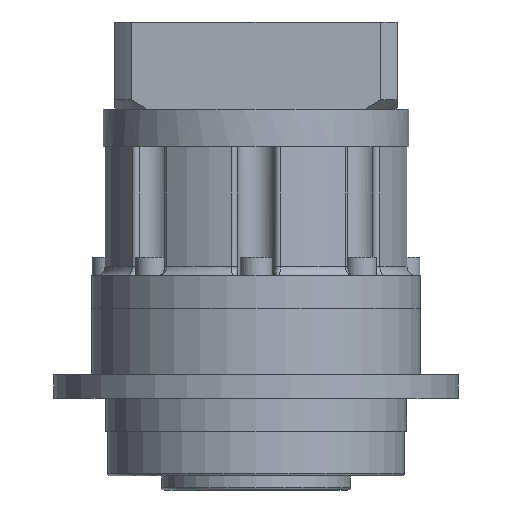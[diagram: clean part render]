
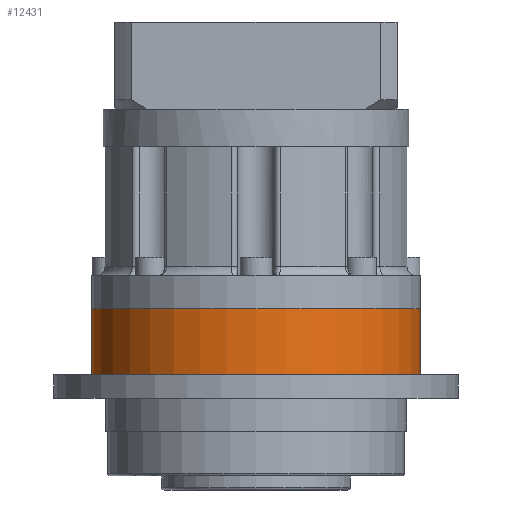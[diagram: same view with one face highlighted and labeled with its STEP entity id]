
A CAD part, front view. The second image highlights one B-rep face of the part: STEP entity #12431.
In plain terms, the highlighted cylindrical face has radius 35 mm (diameter 70 mm), a partial arc.
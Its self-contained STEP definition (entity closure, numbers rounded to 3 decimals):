
#77 = CARTESIAN_POINT ( 'NONE',  ( -35., 0., -56.5 ) ) ;
#281 = VERTEX_POINT ( 'NONE', #5741 ) ;
#819 = FACE_OUTER_BOUND ( 'NONE', #1969, .T. ) ;
#990 = CARTESIAN_POINT ( 'NONE',  ( 0., 0., -56.5 ) ) ;
#1149 = ORIENTED_EDGE ( 'NONE', *, *, #4871, .F. ) ;
#1969 = EDGE_LOOP ( 'NONE', ( #12452, #1149, #3701, #7082 ) ) ;
#2297 = CYLINDRICAL_SURFACE ( 'NONE', #6235, 35. ) ;
#2660 = DIRECTION ( 'NONE',  ( 0., 0., 1. ) ) ;
#2918 = AXIS2_PLACEMENT_3D ( 'NONE', #3428, #8905, #8980 ) ;
#3282 = VERTEX_POINT ( 'NONE', #9617 ) ;
#3312 = AXIS2_PLACEMENT_3D ( 'NONE', #990, #8827, #4951 ) ;
#3428 = CARTESIAN_POINT ( 'NONE',  ( 0., 0., -42.5 ) ) ;
#3701 = ORIENTED_EDGE ( 'NONE', *, *, #4758, .T. ) ;
#4320 = EDGE_CURVE ( 'NONE', #8673, #11610, #12011, .T. ) ;
#4758 = EDGE_CURVE ( 'NONE', #281, #3282, #6264, .T. ) ;
#4847 = EDGE_CURVE ( 'NONE', #11610, #3282, #5915, .T. ) ;
#4871 = EDGE_CURVE ( 'NONE', #281, #8673, #5747, .T. ) ;
#4951 = DIRECTION ( 'NONE',  ( -1., 0., 0. ) ) ;
#5406 = CARTESIAN_POINT ( 'NONE',  ( -35., 0., -42.5 ) ) ;
#5741 = CARTESIAN_POINT ( 'NONE',  ( 35., 0., -56.5 ) ) ;
#5747 = CIRCLE ( 'NONE', #3312, 35. ) ;
#5915 = CIRCLE ( 'NONE', #2918, 35. ) ;
#6235 = AXIS2_PLACEMENT_3D ( 'NONE', #7026, #2660, #9147 ) ;
#6264 = LINE ( 'NONE', #12417, #7086 ) ;
#6281 = DIRECTION ( 'NONE',  ( 0., 0., 1. ) ) ;
#7026 = CARTESIAN_POINT ( 'NONE',  ( 0., 0., -56.5 ) ) ;
#7082 = ORIENTED_EDGE ( 'NONE', *, *, #4847, .F. ) ;
#7086 = VECTOR ( 'NONE', #6281, 1000. ) ;
#8673 = VERTEX_POINT ( 'NONE', #77 ) ;
#8827 = DIRECTION ( 'NONE',  ( 0., 0., -1. ) ) ;
#8905 = DIRECTION ( 'NONE',  ( 0., 0., 1. ) ) ;
#8980 = DIRECTION ( 'NONE',  ( 1., 0., 0. ) ) ;
#9147 = DIRECTION ( 'NONE',  ( 1., 0., 0. ) ) ;
#9617 = CARTESIAN_POINT ( 'NONE',  ( 35., 0., -42.5 ) ) ;
#10756 = CARTESIAN_POINT ( 'NONE',  ( -35., 0., -56.5 ) ) ;
#10963 = DIRECTION ( 'NONE',  ( 0., 0., 1. ) ) ;
#11531 = VECTOR ( 'NONE', #10963, 1000. ) ;
#11610 = VERTEX_POINT ( 'NONE', #5406 ) ;
#12011 = LINE ( 'NONE', #10756, #11531 ) ;
#12417 = CARTESIAN_POINT ( 'NONE',  ( 35., 0., -56.5 ) ) ;
#12431 = ADVANCED_FACE ( 'NONE', ( #819 ), #2297, .T. ) ;
#12452 = ORIENTED_EDGE ( 'NONE', *, *, #4320, .F. ) ;
